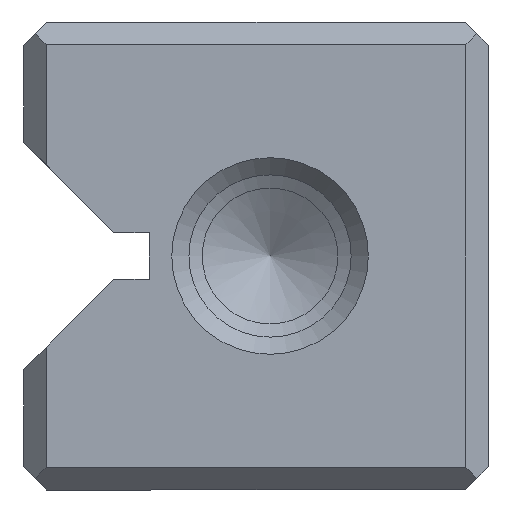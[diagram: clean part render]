
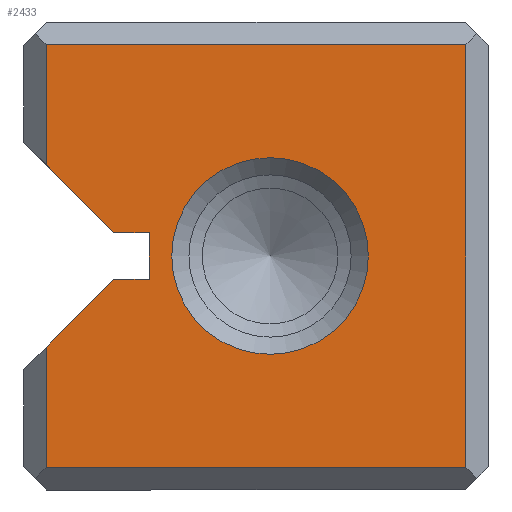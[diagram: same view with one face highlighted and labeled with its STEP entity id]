
A CAD part, left-side view. The second image highlights one B-rep face of the part: STEP entity #2433.
In plain terms, the highlighted planar face has unit normal (-1, 0, 0).
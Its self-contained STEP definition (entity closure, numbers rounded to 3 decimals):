
#2433=ADVANCED_FACE('',(#3251,#3252),#2778,.T.);
#2778=PLANE('',#8295);
#3010=CIRCLE('',#8294,3.15);
#3251=FACE_BOUND('',#3365,.T.);
#3252=FACE_BOUND('',#3366,.T.);
#3365=EDGE_LOOP('',(#3985));
#3366=EDGE_LOOP('',(#3986,#3987,#3988,#3989,#3990,#3991,#3992,#3993,#3994,
#3995));
#3985=ORIENTED_EDGE('',*,*,#6329,.T.);
#3986=ORIENTED_EDGE('',*,*,#6330,.T.);
#3987=ORIENTED_EDGE('',*,*,#6331,.T.);
#3988=ORIENTED_EDGE('',*,*,#6332,.T.);
#3989=ORIENTED_EDGE('',*,*,#6333,.T.);
#3990=ORIENTED_EDGE('',*,*,#6334,.T.);
#3991=ORIENTED_EDGE('',*,*,#6335,.T.);
#3992=ORIENTED_EDGE('',*,*,#6336,.T.);
#3993=ORIENTED_EDGE('',*,*,#6337,.F.);
#3994=ORIENTED_EDGE('',*,*,#6338,.F.);
#3995=ORIENTED_EDGE('',*,*,#6339,.T.);
#5733=VERTEX_POINT('',#10527);
#5734=VERTEX_POINT('',#10529);
#5735=VERTEX_POINT('',#10530);
#5736=VERTEX_POINT('',#10532);
#5737=VERTEX_POINT('',#10534);
#5738=VERTEX_POINT('',#10536);
#5739=VERTEX_POINT('',#10538);
#5740=VERTEX_POINT('',#10540);
#5741=VERTEX_POINT('',#10542);
#5742=VERTEX_POINT('',#10544);
#5743=VERTEX_POINT('',#10546);
#6329=EDGE_CURVE('',#5733,#5733,#3010,.T.);
#6330=EDGE_CURVE('',#5734,#5735,#7123,.T.);
#6331=EDGE_CURVE('',#5735,#5736,#7124,.T.);
#6332=EDGE_CURVE('',#5736,#5737,#7125,.T.);
#6333=EDGE_CURVE('',#5737,#5738,#7126,.T.);
#6334=EDGE_CURVE('',#5738,#5739,#7127,.T.);
#6335=EDGE_CURVE('',#5739,#5740,#7128,.T.);
#6336=EDGE_CURVE('',#5740,#5741,#7129,.T.);
#6337=EDGE_CURVE('',#5742,#5741,#7130,.T.);
#6338=EDGE_CURVE('',#5743,#5742,#7131,.T.);
#6339=EDGE_CURVE('',#5743,#5734,#7132,.T.);
#7123=LINE('',#10528,#7783);
#7124=LINE('',#10531,#7784);
#7125=LINE('',#10533,#7785);
#7126=LINE('',#10535,#7786);
#7127=LINE('',#10537,#7787);
#7128=LINE('',#10539,#7788);
#7129=LINE('',#10541,#7789);
#7130=LINE('',#10543,#7790);
#7131=LINE('',#10545,#7791);
#7132=LINE('',#10547,#7792);
#7783=VECTOR('',#8747,1.);
#7784=VECTOR('',#8748,1.);
#7785=VECTOR('',#8749,1.);
#7786=VECTOR('',#8750,1.);
#7787=VECTOR('',#8751,1.);
#7788=VECTOR('',#8752,1.);
#7789=VECTOR('',#8753,1.);
#7790=VECTOR('',#8754,1.);
#7791=VECTOR('',#8755,1.);
#7792=VECTOR('',#8756,1.);
#8294=AXIS2_PLACEMENT_3D('',#10526,#8745,#8746);
#8295=AXIS2_PLACEMENT_3D('',#10548,#8757,#8758);
#8745=DIRECTION('',(1.,0.,0.));
#8746=DIRECTION('',(0.,0.,-1.));
#8747=DIRECTION('',(0.,-1.,0.));
#8748=DIRECTION('',(0.,0.,1.));
#8749=DIRECTION('',(0.,1.,0.));
#8750=DIRECTION('',(0.,0.,-1.));
#8751=DIRECTION('',(0.,-0.707,-0.707));
#8752=DIRECTION('',(0.,-1.,0.));
#8753=DIRECTION('',(0.,0.,-1.));
#8754=DIRECTION('',(0.,-1.,0.));
#8755=DIRECTION('',(0.,-0.707,0.707));
#8756=DIRECTION('',(0.,0.,-1.));
#8757=DIRECTION('',(-1.,0.,0.));
#8758=DIRECTION('',(0.,0.,-1.));
#10526=CARTESIAN_POINT('',(0.,7.,7.5));
#10527=CARTESIAN_POINT('',(0.,7.,4.35));
#10528=CARTESIAN_POINT('',(0.,7.45,0.725));
#10529=CARTESIAN_POINT('',(0.,14.175,0.725));
#10530=CARTESIAN_POINT('',(0.,0.725,0.725));
#10531=CARTESIAN_POINT('',(0.,0.725,0.));
#10532=CARTESIAN_POINT('',(0.,0.725,14.275));
#10533=CARTESIAN_POINT('',(0.,7.45,14.275));
#10534=CARTESIAN_POINT('',(0.,14.175,14.275));
#10535=CARTESIAN_POINT('',(0.,14.175,0.));
#10536=CARTESIAN_POINT('',(0.,14.175,10.418));
#10537=CARTESIAN_POINT('',(0.,14.9,11.143));
#10538=CARTESIAN_POINT('',(0.,12.007,8.25));
#10539=CARTESIAN_POINT('',(0.,10.875,8.25));
#10540=CARTESIAN_POINT('',(0.,10.875,8.25));
#10541=CARTESIAN_POINT('',(0.,10.875,8.25));
#10542=CARTESIAN_POINT('',(0.,10.875,6.75));
#10543=CARTESIAN_POINT('',(0.,10.875,6.75));
#10544=CARTESIAN_POINT('',(0.,12.007,6.75));
#10545=CARTESIAN_POINT('',(0.,14.9,3.857));
#10546=CARTESIAN_POINT('',(0.,14.175,4.582));
#10547=CARTESIAN_POINT('',(0.,14.175,0.));
#10548=CARTESIAN_POINT('',(0.,7.45,0.));
